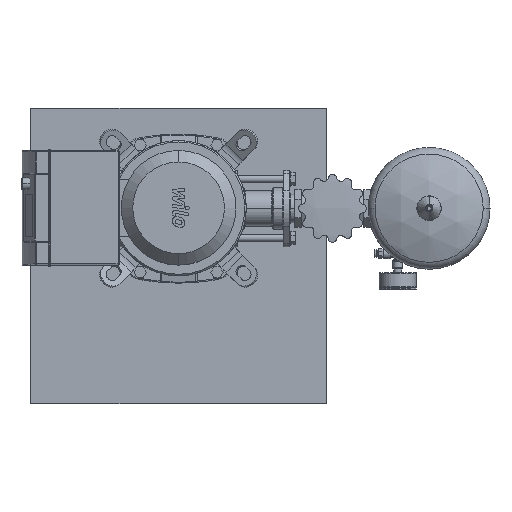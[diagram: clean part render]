
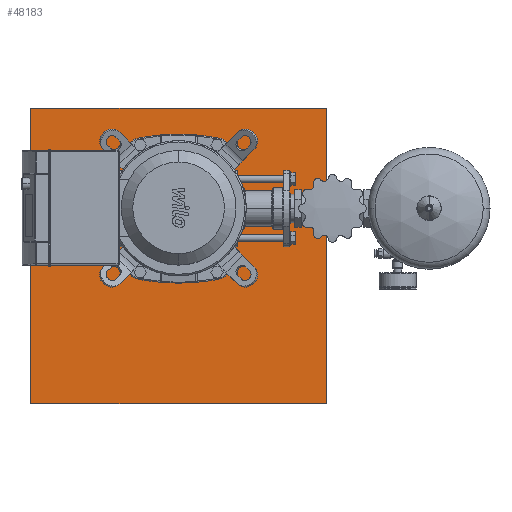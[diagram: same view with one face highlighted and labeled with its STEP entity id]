
A CAD part, top view. The second image highlights one B-rep face of the part: STEP entity #48183.
In plain terms, the highlighted planar face has unit normal (0, 0, 1).
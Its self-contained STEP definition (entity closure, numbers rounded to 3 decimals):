
#48144=CARTESIAN_POINT('',(-250.0,0.0,125.0));
#48145=DIRECTION('',(0.0,0.0,1.0));
#48146=DIRECTION('',(0.0,-1.0,0.0));
#48147=AXIS2_PLACEMENT_3D('',#48144,#48145,#48146);
#48148=PLANE('',#48147);
#48149=CARTESIAN_POINT('',(250.0,-250.0,125.));
#48150=VERTEX_POINT('',#48149);
#48151=CARTESIAN_POINT('',(250.0,250.0,125.));
#48152=VERTEX_POINT('',#48151);
#48153=CARTESIAN_POINT('',(250.0,-250.0,125.));
#48154=DIRECTION('',(0.0,1.0,0.0));
#48155=VECTOR('',#48154,500.0);
#48156=LINE('',#48153,#48155);
#48157=EDGE_CURVE('',#48150,#48152,#48156,.T.);
#48158=ORIENTED_EDGE('',*,*,#48157,.T.);
#48159=CARTESIAN_POINT('',(-250.0,250.0,125.));
#48160=VERTEX_POINT('',#48159);
#48161=CARTESIAN_POINT('',(-250.0,250.0,125.));
#48162=DIRECTION('',(1.0,0.0,0.0));
#48163=VECTOR('',#48162,500.0);
#48164=LINE('',#48161,#48163);
#48165=EDGE_CURVE('',#48160,#48152,#48164,.T.);
#48166=ORIENTED_EDGE('',*,*,#48165,.F.);
#48167=CARTESIAN_POINT('',(-250.0,-250.0,125.));
#48168=VERTEX_POINT('',#48167);
#48169=CARTESIAN_POINT('',(-250.0,250.0,125.));
#48170=DIRECTION('',(0.0,-1.0,0.0));
#48171=VECTOR('',#48170,500.0);
#48172=LINE('',#48169,#48171);
#48173=EDGE_CURVE('',#48160,#48168,#48172,.T.);
#48174=ORIENTED_EDGE('',*,*,#48173,.T.);
#48175=CARTESIAN_POINT('',(-250.0,-250.0,125.));
#48176=DIRECTION('',(1.0,0.0,0.0));
#48177=VECTOR('',#48176,500.0);
#48178=LINE('',#48175,#48177);
#48179=EDGE_CURVE('',#48168,#48150,#48178,.T.);
#48180=ORIENTED_EDGE('',*,*,#48179,.T.);
#48181=EDGE_LOOP('',(#48158,#48166,#48174,#48180));
#48182=FACE_OUTER_BOUND('',#48181,.T.);
#48183=ADVANCED_FACE('',(#48182),#48148,.T.);
